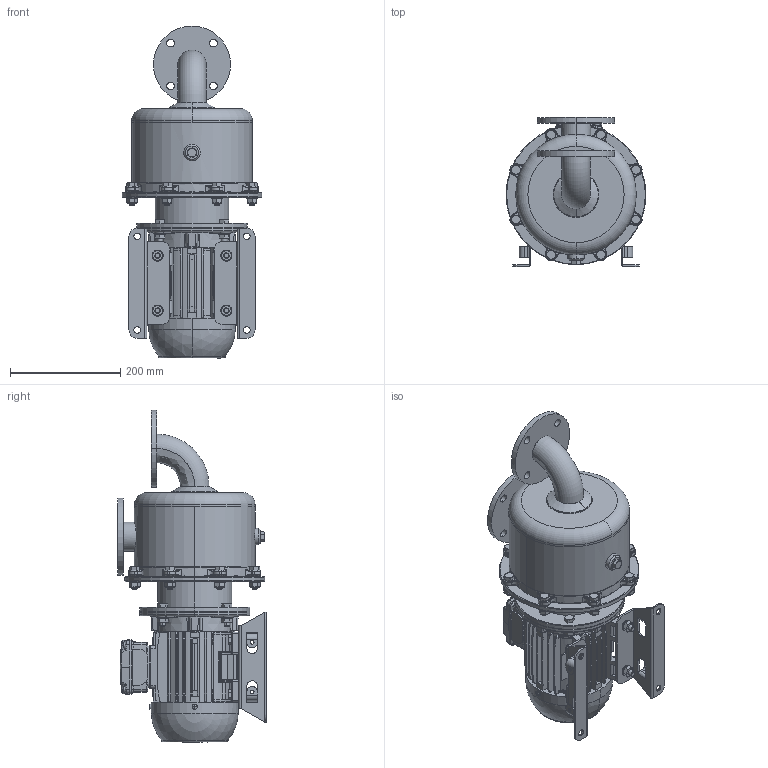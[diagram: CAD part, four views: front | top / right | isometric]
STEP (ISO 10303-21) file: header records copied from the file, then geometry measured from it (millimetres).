
FILE_DESCRIPTION (( 'STEP AP203' ), '1' );
FILE_NAME ('Ýëåêòðîíàñîñíûé àãðåãàò ÕÌñ 6,3_30Ê5-2,2_2.STEP', '2016-04-17T20:57:31', ( '' ), ( '' ), 'SwSTEP 2.0', 'SolidWorks 2015', '' );
FILE_SCHEMA (( 'CONFIG_CONTROL_DESIGN' ));
Length unit declared in the file: millimetre
Products named in the file (13): 砐鳱鍱 6,3_30; Ôëàíåö ÕÌñ 25-30; Ýëåêòðîíàñîñíûé àãðåãàò ÕÌñ 6,3_30Ê5-2,2_2; 80_TOP_FF; 冓憵 6,3_20; 婜縺蹞 6,3_30; 扻錪犩 6,3_30; Êàñòðþëÿ 6,3_30; Áîëò Ì10; 署赅 赅耱瘙腓 6,3_30; ﾘ琺矜; Ïðîäîëæåíèå ïîäâîäà 6,3_30; Ãàéêà
Assembly tree (59 placements, depth 2):
  Ýëåêòðîíàñîñíûé àãðåãàò ÕÌñ 6,3_30Ê5-2,2_2
    Áîëò Ì10  x16
    ﾘ琺矜  x16
    Ãàéêà  x16
    Ôëàíåö ÕÌñ 25-30  x2
    80_TOP_FF
    冓憵 6,3_20  x2
    婜縺蹞 6,3_30
    扻錪犩 6,3_30
    Êàñòðþëÿ 6,3_30
    署赅 赅耱瘙腓 6,3_30
    Ïðîäîëæåíèå ïîäâîäà 6,3_30
    砐鳱鍱 6,3_30
Bounding box: 254 x 270 x 603 mm (x, y, z)
Volume: 5692198.1 mm3; surface area: 1018509.8 mm2
Topology: 59 solids, 60 shells, 3088 faces, 7442 edges, 4603 vertices
Faces by surface type: plane 1417, cylinder 738, cone 516, torus 262, bspline 133, sphere 22
Entity records: 79840 total; most frequent: CARTESIAN_POINT 24806, ORIENTED_EDGE 10992, DIRECTION 10867, EDGE_CURVE 5496, AXIS2_PLACEMENT_3D 3872, VERTEX_POINT 3465, VECTOR 3123, LINE 3123
